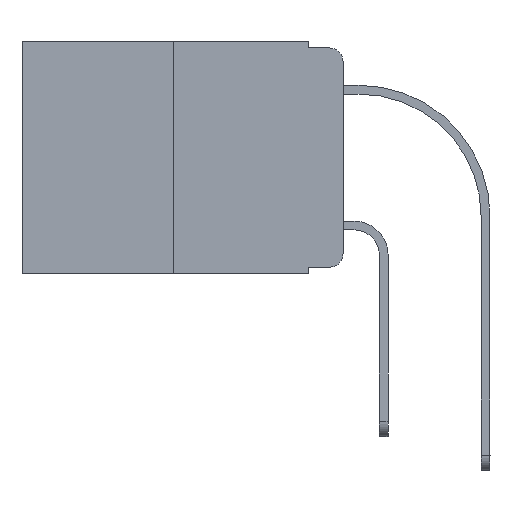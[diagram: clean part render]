
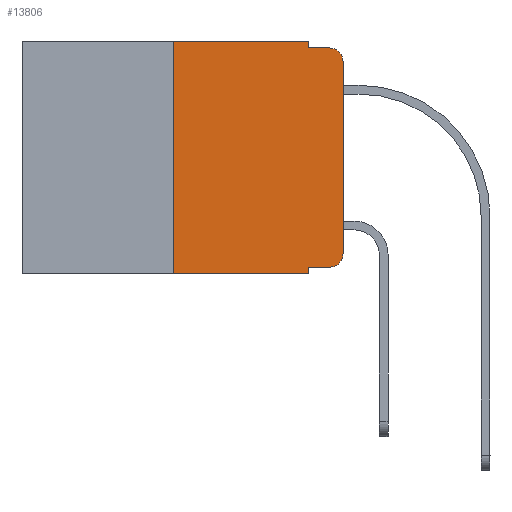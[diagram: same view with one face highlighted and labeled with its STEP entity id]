
A CAD part, left-side view. The second image highlights one B-rep face of the part: STEP entity #13806.
In plain terms, the highlighted planar face has unit normal (-1, 0, 0).
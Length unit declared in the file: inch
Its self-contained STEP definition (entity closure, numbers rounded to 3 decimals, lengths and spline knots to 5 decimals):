
#327 = CIRCLE ( 'NONE', #11335, 0.02 ) ;
#774 = VECTOR ( 'NONE', #15278, 39.37008 ) ;
#1175 = CARTESIAN_POINT ( 'NONE',  ( 0., 0.473, 0. ) ) ;
#1204 = CARTESIAN_POINT ( 'NONE',  ( 0., 0.051, 0. ) ) ;
#1250 = LINE ( 'NONE', #8653, #5423 ) ;
#1513 = VERTEX_POINT ( 'NONE', #7515 ) ;
#1608 = VERTEX_POINT ( 'NONE', #6747 ) ;
#1807 = CARTESIAN_POINT ( 'NONE',  ( 0., 0.02, -0.333 ) ) ;
#2326 = AXIS2_PLACEMENT_3D ( 'NONE', #13020, #8074, #3032 ) ;
#2814 = EDGE_CURVE ( 'NONE', #1608, #3590, #7155, .T. ) ;
#2882 = VECTOR ( 'NONE', #4330, 39.37008 ) ;
#3032 = DIRECTION ( 'NONE',  ( 0., 0., -1. ) ) ;
#3223 = LINE ( 'NONE', #5747, #2882 ) ;
#3281 = VECTOR ( 'NONE', #4719, 39.37008 ) ;
#3328 = LINE ( 'NONE', #8365, #10600 ) ;
#3331 = LINE ( 'NONE', #8456, #12517 ) ;
#3590 = VERTEX_POINT ( 'NONE', #13070 ) ;
#3706 = VERTEX_POINT ( 'NONE', #11269 ) ;
#4266 = EDGE_CURVE ( 'NONE', #3706, #8535, #6230, .T. ) ;
#4330 = DIRECTION ( 'NONE',  ( 0., -1., 0. ) ) ;
#4419 = ORIENTED_EDGE ( 'NONE', *, *, #7548, .T. ) ;
#4719 = DIRECTION ( 'NONE',  ( 0., 0., 1. ) ) ;
#5066 = CARTESIAN_POINT ( 'NONE',  ( 0., 0., -0.313 ) ) ;
#5243 = DIRECTION ( 'NONE',  ( -1., 0., 0. ) ) ;
#5407 = VERTEX_POINT ( 'NONE', #1807 ) ;
#5423 = VECTOR ( 'NONE', #6297, 39.37008 ) ;
#5608 = DIRECTION ( 'NONE',  ( 0., -1., 0. ) ) ;
#5747 = CARTESIAN_POINT ( 'NONE',  ( 0., 0.051, -0.333 ) ) ;
#5770 = LINE ( 'NONE', #8191, #11849 ) ;
#5906 = DIRECTION ( 'NONE',  ( 0., -1., 0. ) ) ;
#6230 = LINE ( 'NONE', #1175, #774 ) ;
#6297 = DIRECTION ( 'NONE',  ( 0., 0., -1. ) ) ;
#6502 = AXIS2_PLACEMENT_3D ( 'NONE', #15217, #5243, #11696 ) ;
#6747 = CARTESIAN_POINT ( 'NONE',  ( 0., 0.051, -0.01 ) ) ;
#6820 = ORIENTED_EDGE ( 'NONE', *, *, #4266, .F. ) ;
#7053 = EDGE_CURVE ( 'NONE', #13976, #14240, #5770, .T. ) ;
#7092 = ORIENTED_EDGE ( 'NONE', *, *, #13705, .F. ) ;
#7155 = LINE ( 'NONE', #8657, #13877 ) ;
#7406 = EDGE_CURVE ( 'NONE', #5407, #10533, #11587, .T. ) ;
#7497 = ORIENTED_EDGE ( 'NONE', *, *, #11829, .F. ) ;
#7515 = CARTESIAN_POINT ( 'NONE',  ( 0., 0.051, -0.333 ) ) ;
#7547 = CARTESIAN_POINT ( 'NONE',  ( 0., 0., 0. ) ) ;
#7548 = EDGE_CURVE ( 'NONE', #15562, #3590, #327, .T. ) ;
#8074 = DIRECTION ( 'NONE',  ( 1., 0., 0. ) ) ;
#8171 = DIRECTION ( 'NONE',  ( 0., 0., -1. ) ) ;
#8191 = CARTESIAN_POINT ( 'NONE',  ( 0., 0.473, -0.343 ) ) ;
#8365 = CARTESIAN_POINT ( 'NONE',  ( 0., 0.051, 0. ) ) ;
#8375 = ORIENTED_EDGE ( 'NONE', *, *, #12817, .F. ) ;
#8410 = CARTESIAN_POINT ( 'NONE',  ( 0., 0.25, -0.343 ) ) ;
#8456 = CARTESIAN_POINT ( 'NONE',  ( 0., 0.25, 0. ) ) ;
#8535 = VERTEX_POINT ( 'NONE', #1204 ) ;
#8653 = CARTESIAN_POINT ( 'NONE',  ( 0., 0.051, 0. ) ) ;
#8657 = CARTESIAN_POINT ( 'NONE',  ( 0., 0.051, -0.01 ) ) ;
#8937 = ORIENTED_EDGE ( 'NONE', *, *, #7053, .T. ) ;
#9804 = DIRECTION ( 'NONE',  ( 0., 0., 1. ) ) ;
#10062 = ORIENTED_EDGE ( 'NONE', *, *, #7406, .T. ) ;
#10533 = VERTEX_POINT ( 'NONE', #5066 ) ;
#10593 = FACE_OUTER_BOUND ( 'NONE', #12432, .T. ) ;
#10600 = VECTOR ( 'NONE', #13477, 39.37008 ) ;
#11269 = CARTESIAN_POINT ( 'NONE',  ( 0., 0.25, 0. ) ) ;
#11335 = AXIS2_PLACEMENT_3D ( 'NONE', #14542, #15876, #8171 ) ;
#11587 = CIRCLE ( 'NONE', #6502, 0.02 ) ;
#11696 = DIRECTION ( 'NONE',  ( 0., 0., -1. ) ) ;
#11829 = EDGE_CURVE ( 'NONE', #1513, #14240, #3328, .T. ) ;
#11849 = VECTOR ( 'NONE', #5608, 39.37008 ) ;
#11909 = CARTESIAN_POINT ( 'NONE',  ( 0., 0.051, -0.343 ) ) ;
#12432 = EDGE_LOOP ( 'NONE', ( #15255, #4419, #15404, #8375, #6820, #7092, #8937, #7497, #13213, #10062 ) ) ;
#12517 = VECTOR ( 'NONE', #9804, 39.37008 ) ;
#12768 = EDGE_CURVE ( 'NONE', #10533, #15562, #13855, .T. ) ;
#12817 = EDGE_CURVE ( 'NONE', #8535, #1608, #1250, .T. ) ;
#13020 = CARTESIAN_POINT ( 'NONE',  ( 0., 0.473, 0. ) ) ;
#13070 = CARTESIAN_POINT ( 'NONE',  ( 0., 0.02, -0.01 ) ) ;
#13213 = ORIENTED_EDGE ( 'NONE', *, *, #15488, .T. ) ;
#13477 = DIRECTION ( 'NONE',  ( 0., 0., -1. ) ) ;
#13705 = EDGE_CURVE ( 'NONE', #13976, #3706, #3331, .T. ) ;
#13806 = ADVANCED_FACE ( 'NONE', ( #10593 ), #14449, .F. ) ;
#13855 = LINE ( 'NONE', #7547, #3281 ) ;
#13877 = VECTOR ( 'NONE', #5906, 39.37008 ) ;
#13976 = VERTEX_POINT ( 'NONE', #8410 ) ;
#14240 = VERTEX_POINT ( 'NONE', #11909 ) ;
#14449 = PLANE ( 'NONE',  #2326 ) ;
#14460 = CARTESIAN_POINT ( 'NONE',  ( 0., 0., -0.03 ) ) ;
#14542 = CARTESIAN_POINT ( 'NONE',  ( 0., 0.02, -0.03 ) ) ;
#15217 = CARTESIAN_POINT ( 'NONE',  ( 0., 0.02, -0.313 ) ) ;
#15255 = ORIENTED_EDGE ( 'NONE', *, *, #12768, .T. ) ;
#15278 = DIRECTION ( 'NONE',  ( 0., -1., 0. ) ) ;
#15404 = ORIENTED_EDGE ( 'NONE', *, *, #2814, .F. ) ;
#15488 = EDGE_CURVE ( 'NONE', #1513, #5407, #3223, .T. ) ;
#15562 = VERTEX_POINT ( 'NONE', #14460 ) ;
#15876 = DIRECTION ( 'NONE',  ( -1., 0., 0. ) ) ;
